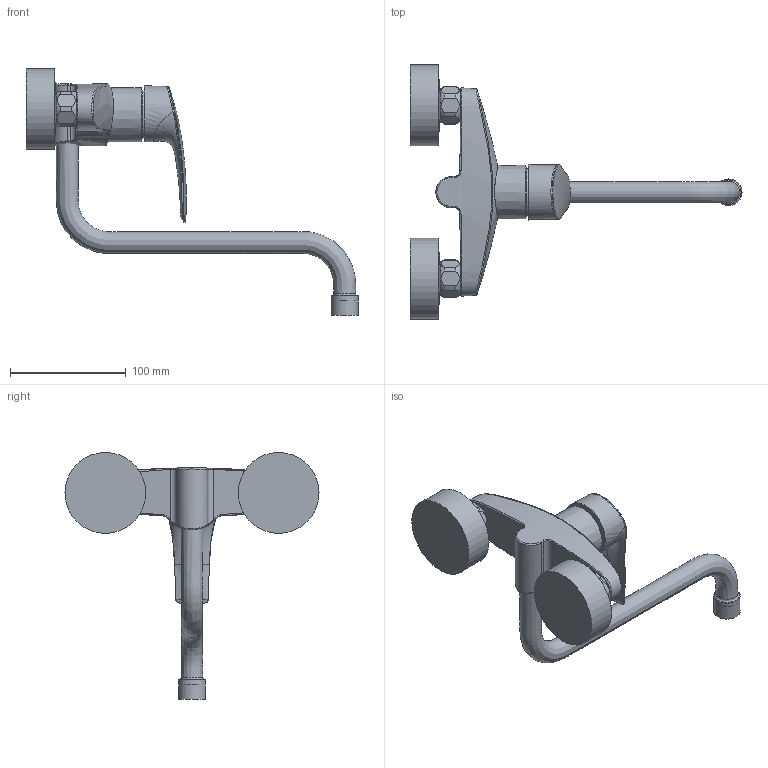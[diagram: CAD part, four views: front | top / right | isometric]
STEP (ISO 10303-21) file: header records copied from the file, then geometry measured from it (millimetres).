
FILE_DESCRIPTION(/* description */ ('Unknown'),/* implementation_level */ '2;1');
FILE_NAME(/* name */ '32224003',/* time_stamp */ '2022-09-09T07:53:50+02:00',/* author */ ('Unknown'),/* organization */ ('GROHE AG'),/* preprocessor_version */ 'ST-DEVELOPER v16.7',/* originating_system */ 'DEX',/* authorisation */ $);
FILE_SCHEMA (('AUTOMOTIVE_DESIGN {1 0 10303 214 3 1 1}'));
Length unit declared in the file: millimetre
Products named in the file (14): 32224003; 32224003_0; 32224003_1; 32224003_2; 130620_NES2011_OHM35_Kitchen_Wall_Body_Lob; 32224003_3; 32224003_4; 32224003_5; 32224003_6; 32224003_7; 32224003_8; 32224003_9; 32224003_10
Assembly tree (13 placements, depth 2):
  32224003
    32224003
    32224003_0
    32224003_1
    32224003_2
    130620_NES2011_OHM35_Kitchen_Wall_Body_Lob
    32224003_3
    32224003_4
    32224003_5
    32224003_6
    32224003_7
    32224003_8
    32224003_9
    32224003_10
Bounding box: 287.4 x 220 x 213.76 mm (x, y, z)
Volume: 620364.8 mm3; surface area: 127145.6 mm2
Topology: 13 solids, 22 shells, 492 faces, 1149 edges, 695 vertices
Faces by surface type: plane 161, cylinder 129, bspline 78, torus 59, cone 37, sphere 28
Full cylindrical faces by diameter (mm): 4.917 x1, 5 x2, 5.2 x2, 5.445 x2, 9 x2, 11 x2, 11.5 x2, 11.8 x2, 14.5 x2, 14.8 x4, 15 x2, 15.3 x1, 15.7 x2, 16 x2, 18 x2, 18.5 x6, 21 x2, 21.5 x1, 23.15 x1, 24 x4, 26.5 x2, 44.15 x1, 47.2 x1, 70 x2
Entity records: 29816 total; most frequent: CARTESIAN_POINT 17968, DIRECTION 1956, ORIENTED_EDGE 1898, EDGE_CURVE 949, AXIS2_PLACEMENT_3D 845, FACE_BOUND 659, EDGE_LOOP 656, VERTEX_POINT 654
